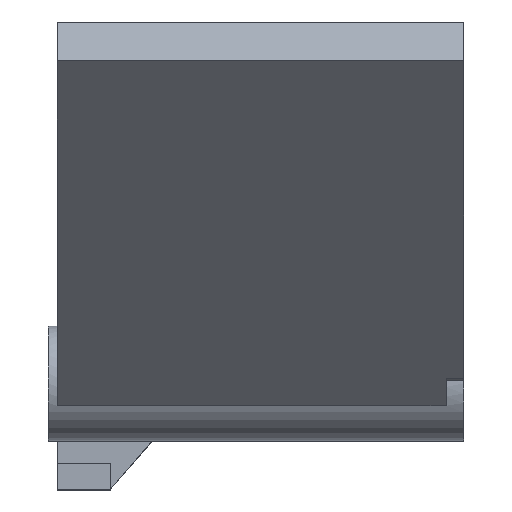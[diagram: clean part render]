
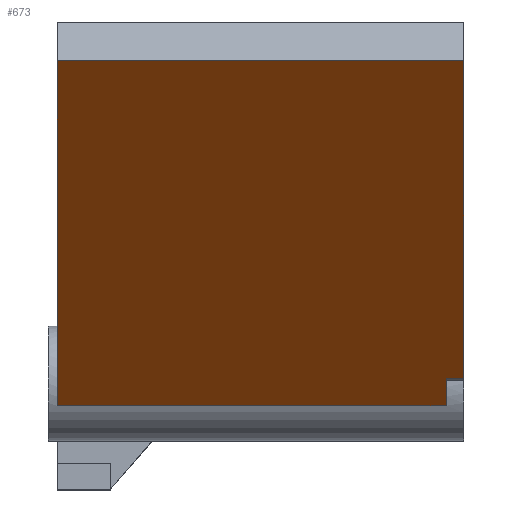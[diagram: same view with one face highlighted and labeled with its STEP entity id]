
A CAD part, top view. The second image highlights one B-rep face of the part: STEP entity #673.
In plain terms, the highlighted planar face has unit normal (0, -0.707, 0.707).
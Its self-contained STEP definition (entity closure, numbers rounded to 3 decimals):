
#84=FACE_OUTER_BOUND('',#121,.T.);
#121=EDGE_LOOP('',(#544,#545,#546,#547,#548,#549));
#167=LINE('',#1064,#233);
#172=LINE('',#1083,#238);
#177=LINE('',#1097,#243);
#191=LINE('',#1128,#257);
#192=LINE('',#1131,#258);
#193=LINE('',#1132,#259);
#233=VECTOR('',#849,1000.);
#238=VECTOR('',#868,1000.);
#243=VECTOR('',#883,1000.);
#257=VECTOR('',#911,1000.);
#258=VECTOR('',#914,1000.);
#259=VECTOR('',#915,1000.);
#304=VERTEX_POINT('',#1061);
#305=VERTEX_POINT('',#1063);
#311=VERTEX_POINT('',#1080);
#312=VERTEX_POINT('',#1082);
#316=VERTEX_POINT('',#1096);
#327=VERTEX_POINT('',#1130);
#377=EDGE_CURVE('',#304,#305,#167,.T.);
#386=EDGE_CURVE('',#312,#311,#172,.T.);
#394=EDGE_CURVE('',#305,#316,#177,.T.);
#410=EDGE_CURVE('',#311,#316,#191,.T.);
#411=EDGE_CURVE('',#304,#327,#192,.T.);
#412=EDGE_CURVE('',#327,#312,#193,.T.);
#544=ORIENTED_EDGE('',*,*,#411,.T.);
#545=ORIENTED_EDGE('',*,*,#412,.T.);
#546=ORIENTED_EDGE('',*,*,#386,.T.);
#547=ORIENTED_EDGE('',*,*,#410,.T.);
#548=ORIENTED_EDGE('',*,*,#394,.F.);
#549=ORIENTED_EDGE('',*,*,#377,.F.);
#644=PLANE('',#745);
#673=ADVANCED_FACE('',(#84),#644,.T.);
#745=AXIS2_PLACEMENT_3D('',#1129,#912,#913);
#849=DIRECTION('',(-1.,0.,0.));
#868=DIRECTION('',(0.,0.707,0.707));
#883=DIRECTION('',(0.,0.707,0.707));
#911=DIRECTION('',(-1.,0.,0.));
#912=DIRECTION('center_axis',(0.,-0.707,0.707));
#913=DIRECTION('ref_axis',(0.,-0.707,-0.707));
#914=DIRECTION('',(0.,0.707,0.707));
#915=DIRECTION('',(1.,0.,0.));
#1061=CARTESIAN_POINT('',(22.,1.739,27.739));
#1063=CARTESIAN_POINT('',(0.,1.739,27.739));
#1064=CARTESIAN_POINT('',(23.,1.739,27.739));
#1080=CARTESIAN_POINT('',(23.,21.213,47.213));
#1082=CARTESIAN_POINT('',(23.,3.295,29.295));
#1083=CARTESIAN_POINT('',(23.,-13.,13.));
#1096=CARTESIAN_POINT('',(0.,21.213,47.213));
#1097=CARTESIAN_POINT('',(0.,-13.,13.));
#1128=CARTESIAN_POINT('',(23.,21.213,47.213));
#1129=CARTESIAN_POINT('Origin',(23.,-13.,13.));
#1130=CARTESIAN_POINT('',(22.,3.295,29.295));
#1131=CARTESIAN_POINT('',(22.,-13.,13.));
#1132=CARTESIAN_POINT('',(23.,3.295,29.295));
